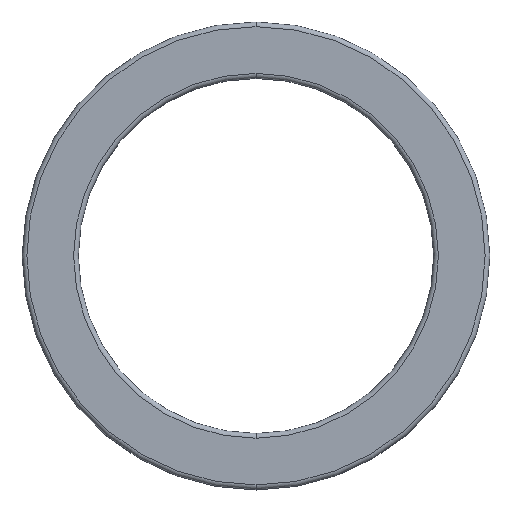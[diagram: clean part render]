
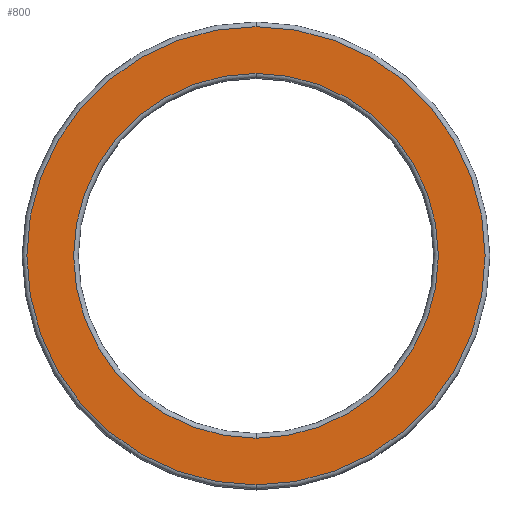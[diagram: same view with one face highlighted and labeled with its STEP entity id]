
A CAD part, top view. The second image highlights one B-rep face of the part: STEP entity #800.
In plain terms, the highlighted planar face has unit normal (0, 0, 1).
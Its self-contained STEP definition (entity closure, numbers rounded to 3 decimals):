
#450=CARTESIAN_POINT('',(-150.,-22.,21.));
#460=DIRECTION('',(0.,0.,-1.));
#470=DIRECTION('',(0.,1.,0.));
#480=AXIS2_PLACEMENT_3D('',#450,#460,#470);
#490=PLANE('',#480);
#500=CARTESIAN_POINT('',(-150.,0.,21.));
#510=DIRECTION('',(0.,0.,-1.));
#520=DIRECTION('',(0.,1.,0.));
#530=AXIS2_PLACEMENT_3D('',#500,#510,#520);
#540=CIRCLE('',#530,19.5);
#550=CARTESIAN_POINT('',(-150.,19.5,21.));
#560=VERTEX_POINT('',#550);
#570=CARTESIAN_POINT('',(-150.,-19.5,21.));
#580=VERTEX_POINT('',#570);
#590=EDGE_CURVE('',#560,#580,#540,.T.);
#600=ORIENTED_EDGE('',*,*,#590,.T.);
#610=EDGE_CURVE('',#580,#560,#540,.T.);
#620=ORIENTED_EDGE('',*,*,#610,.T.);
#630=EDGE_LOOP('',(#620,#600));
#640=FACE_BOUND('',#630,.T.);
#650=CARTESIAN_POINT('',(-150.,0.,21.));
#660=DIRECTION('',(0.,0.,-1.));
#670=DIRECTION('',(0.,1.,0.));
#680=AXIS2_PLACEMENT_3D('',#650,#660,#670);
#690=CIRCLE('',#680,24.5);
#700=CARTESIAN_POINT('',(-150.,24.5,21.));
#710=VERTEX_POINT('',#700);
#720=CARTESIAN_POINT('',(-150.,-24.5,21.));
#730=VERTEX_POINT('',#720);
#740=EDGE_CURVE('',#710,#730,#690,.T.);
#750=ORIENTED_EDGE('',*,*,#740,.F.);
#760=EDGE_CURVE('',#730,#710,#690,.T.);
#770=ORIENTED_EDGE('',*,*,#760,.F.);
#780=EDGE_LOOP('',(#770,#750));
#790=FACE_OUTER_BOUND('',#780,.T.);
#800=ADVANCED_FACE('',(#640,#790),#490,.F.);
